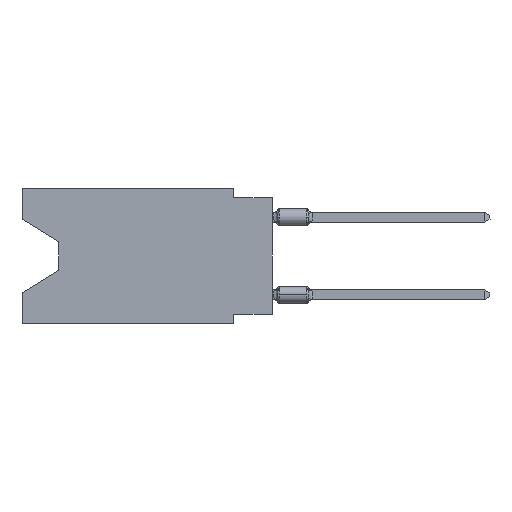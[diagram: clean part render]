
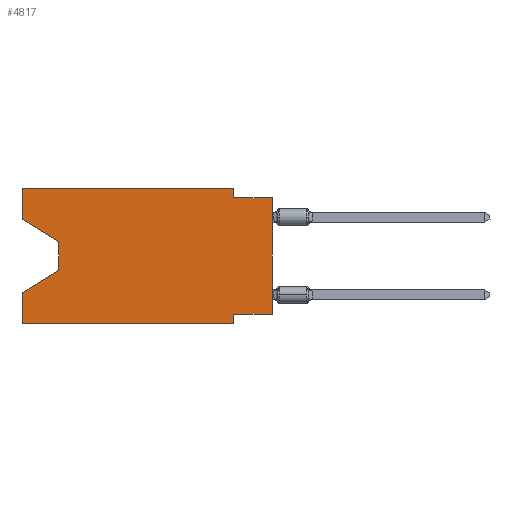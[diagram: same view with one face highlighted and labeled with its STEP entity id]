
A CAD part, left-side view. The second image highlights one B-rep face of the part: STEP entity #4817.
In plain terms, the highlighted planar face has unit normal (-1, 0, 0).
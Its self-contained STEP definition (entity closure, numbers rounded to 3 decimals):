
#50 = VECTOR ( 'NONE', #9231, 1000. ) ;
#81 = ORIENTED_EDGE ( 'NONE', *, *, #21669, .T. ) ;
#108 = LINE ( 'NONE', #603, #28668 ) ;
#603 = CARTESIAN_POINT ( 'NONE',  ( 0., 16.383, 0. ) ) ;
#916 = VERTEX_POINT ( 'NONE', #1940 ) ;
#984 = FACE_OUTER_BOUND ( 'NONE', #20415, .T. ) ;
#1493 = CARTESIAN_POINT ( 'NONE',  ( 0., 2.54, -8.89 ) ) ;
#1704 = EDGE_CURVE ( 'NONE', #14052, #17767, #20007, .T. ) ;
#1940 = CARTESIAN_POINT ( 'NONE',  ( 0., 16.383, 0. ) ) ;
#2326 = EDGE_CURVE ( 'NONE', #12575, #31343, #6872, .T. ) ;
#2969 = DIRECTION ( 'NONE',  ( 0., 0.855, -0.519 ) ) ;
#3312 = LINE ( 'NONE', #9557, #50 ) ;
#4817 = ADVANCED_FACE ( 'NONE', ( #984 ), #11354, .F. ) ;
#5236 = DIRECTION ( 'NONE',  ( 0., -1., 0. ) ) ;
#5376 = CARTESIAN_POINT ( 'NONE',  ( 0., 16.383, -8.89 ) ) ;
#5504 = CARTESIAN_POINT ( 'NONE',  ( 0., 13.97, -5.385 ) ) ;
#6225 = CARTESIAN_POINT ( 'NONE',  ( 0., 16.383, -8.89 ) ) ;
#6701 = VECTOR ( 'NONE', #16720, 1000. ) ;
#6806 = LINE ( 'NONE', #12063, #20163 ) ;
#6872 = LINE ( 'NONE', #32555, #24973 ) ;
#7199 = DIRECTION ( 'NONE',  ( 0., 0., -1. ) ) ;
#7876 = CARTESIAN_POINT ( 'NONE',  ( 0., 2.54, 0. ) ) ;
#7894 = VERTEX_POINT ( 'NONE', #7876 ) ;
#7938 = DIRECTION ( 'NONE',  ( 0., -1., 0. ) ) ;
#8181 = VERTEX_POINT ( 'NONE', #30961 ) ;
#8511 = ORIENTED_EDGE ( 'NONE', *, *, #1704, .T. ) ;
#8549 = CARTESIAN_POINT ( 'NONE',  ( 0., 16.383, -6.852 ) ) ;
#8602 = CARTESIAN_POINT ( 'NONE',  ( 0., 13.97, -5.385 ) ) ;
#8819 = DIRECTION ( 'NONE',  ( 1., 0., 0. ) ) ;
#8909 = ORIENTED_EDGE ( 'NONE', *, *, #28310, .F. ) ;
#9231 = DIRECTION ( 'NONE',  ( 0., 0., 1. ) ) ;
#9557 = CARTESIAN_POINT ( 'NONE',  ( 0., 16.383, 0. ) ) ;
#9588 = DIRECTION ( 'NONE',  ( 0., -1., 0. ) ) ;
#9749 = VECTOR ( 'NONE', #7938, 1000. ) ;
#9996 = ORIENTED_EDGE ( 'NONE', *, *, #23674, .F. ) ;
#10557 = ORIENTED_EDGE ( 'NONE', *, *, #18479, .F. ) ;
#11090 = LINE ( 'NONE', #31998, #26817 ) ;
#11134 = LINE ( 'NONE', #8602, #20993 ) ;
#11354 = PLANE ( 'NONE',  #13369 ) ;
#12063 = CARTESIAN_POINT ( 'NONE',  ( 0., 0., -8.255 ) ) ;
#12575 = VERTEX_POINT ( 'NONE', #32927 ) ;
#12732 = EDGE_CURVE ( 'NONE', #14391, #21641, #11134, .T. ) ;
#13346 = VERTEX_POINT ( 'NONE', #19744 ) ;
#13369 = AXIS2_PLACEMENT_3D ( 'NONE', #21722, #8819, #29548 ) ;
#13553 = LINE ( 'NONE', #23581, #30192 ) ;
#13606 = ORIENTED_EDGE ( 'NONE', *, *, #17332, .F. ) ;
#14052 = VERTEX_POINT ( 'NONE', #6225 ) ;
#14391 = VERTEX_POINT ( 'NONE', #5504 ) ;
#14469 = EDGE_CURVE ( 'NONE', #22772, #31343, #31689, .T. ) ;
#14672 = CARTESIAN_POINT ( 'NONE',  ( 0., 2.54, -8.89 ) ) ;
#15163 = ORIENTED_EDGE ( 'NONE', *, *, #12732, .T. ) ;
#16279 = CARTESIAN_POINT ( 'NONE',  ( 0., 16.383, -2.038 ) ) ;
#16720 = DIRECTION ( 'NONE',  ( 0., 0., 1. ) ) ;
#17005 = LINE ( 'NONE', #29928, #27034 ) ;
#17332 = EDGE_CURVE ( 'NONE', #22772, #13346, #6806, .T. ) ;
#17638 = ORIENTED_EDGE ( 'NONE', *, *, #27584, .F. ) ;
#17767 = VERTEX_POINT ( 'NONE', #1493 ) ;
#18479 = EDGE_CURVE ( 'NONE', #13346, #17767, #22647, .T. ) ;
#19427 = CARTESIAN_POINT ( 'NONE',  ( 0., 0., 0. ) ) ;
#19744 = CARTESIAN_POINT ( 'NONE',  ( 0., 2.54, -8.255 ) ) ;
#19878 = DIRECTION ( 'NONE',  ( 0., 1., 0. ) ) ;
#20007 = LINE ( 'NONE', #5376, #9749 ) ;
#20158 = CARTESIAN_POINT ( 'NONE',  ( 0., 0., -8.255 ) ) ;
#20163 = VECTOR ( 'NONE', #19878, 1000. ) ;
#20415 = EDGE_LOOP ( 'NONE', ( #25413, #81, #15163, #23516, #8511, #10557, #13606, #27109, #25251, #17638, #9996, #8909 ) ) ;
#20993 = VECTOR ( 'NONE', #2969, 1000. ) ;
#21549 = DIRECTION ( 'NONE',  ( 0., -0.855, -0.519 ) ) ;
#21574 = CARTESIAN_POINT ( 'NONE',  ( 0., 0., -0.635 ) ) ;
#21641 = VERTEX_POINT ( 'NONE', #8549 ) ;
#21669 = EDGE_CURVE ( 'NONE', #8181, #14391, #11090, .T. ) ;
#21722 = CARTESIAN_POINT ( 'NONE',  ( 0., 16.383, 0. ) ) ;
#21850 = VECTOR ( 'NONE', #7199, 1000. ) ;
#22647 = LINE ( 'NONE', #14672, #21850 ) ;
#22772 = VERTEX_POINT ( 'NONE', #20158 ) ;
#23516 = ORIENTED_EDGE ( 'NONE', *, *, #27217, .F. ) ;
#23581 = CARTESIAN_POINT ( 'NONE',  ( 0., 16.383, 0. ) ) ;
#23589 = LINE ( 'NONE', #16279, #27057 ) ;
#23674 = EDGE_CURVE ( 'NONE', #916, #7894, #13553, .T. ) ;
#24973 = VECTOR ( 'NONE', #9588, 1000. ) ;
#25251 = ORIENTED_EDGE ( 'NONE', *, *, #2326, .F. ) ;
#25413 = ORIENTED_EDGE ( 'NONE', *, *, #27936, .T. ) ;
#26817 = VECTOR ( 'NONE', #31828, 1000. ) ;
#27034 = VECTOR ( 'NONE', #27042, 1000. ) ;
#27042 = DIRECTION ( 'NONE',  ( 0., 0., -1. ) ) ;
#27057 = VECTOR ( 'NONE', #21549, 1000. ) ;
#27109 = ORIENTED_EDGE ( 'NONE', *, *, #14469, .T. ) ;
#27159 = CARTESIAN_POINT ( 'NONE',  ( 0., 16.383, -2.038 ) ) ;
#27217 = EDGE_CURVE ( 'NONE', #14052, #21641, #3312, .T. ) ;
#27584 = EDGE_CURVE ( 'NONE', #7894, #12575, #17005, .T. ) ;
#27936 = EDGE_CURVE ( 'NONE', #32939, #8181, #23589, .T. ) ;
#28310 = EDGE_CURVE ( 'NONE', #32939, #916, #108, .T. ) ;
#28668 = VECTOR ( 'NONE', #29158, 1000. ) ;
#29158 = DIRECTION ( 'NONE',  ( 0., 0., 1. ) ) ;
#29548 = DIRECTION ( 'NONE',  ( 0., 0., -1. ) ) ;
#29928 = CARTESIAN_POINT ( 'NONE',  ( 0., 2.54, 0. ) ) ;
#30192 = VECTOR ( 'NONE', #5236, 1000. ) ;
#30961 = CARTESIAN_POINT ( 'NONE',  ( 0., 13.97, -3.505 ) ) ;
#31343 = VERTEX_POINT ( 'NONE', #21574 ) ;
#31689 = LINE ( 'NONE', #19427, #6701 ) ;
#31828 = DIRECTION ( 'NONE',  ( 0., 0., -1. ) ) ;
#31998 = CARTESIAN_POINT ( 'NONE',  ( 0., 13.97, -3.505 ) ) ;
#32555 = CARTESIAN_POINT ( 'NONE',  ( 0., 0., -0.635 ) ) ;
#32927 = CARTESIAN_POINT ( 'NONE',  ( 0., 2.54, -0.635 ) ) ;
#32939 = VERTEX_POINT ( 'NONE', #27159 ) ;
